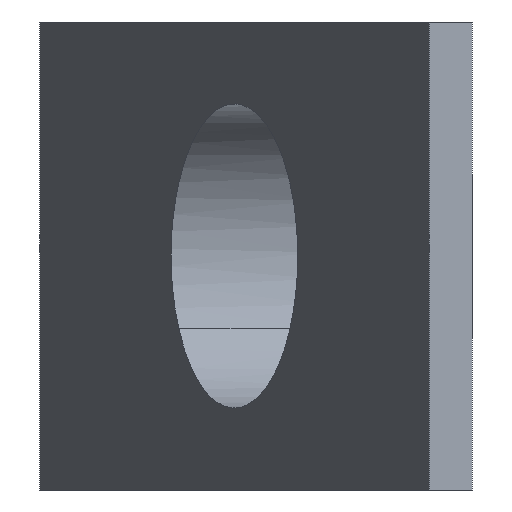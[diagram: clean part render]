
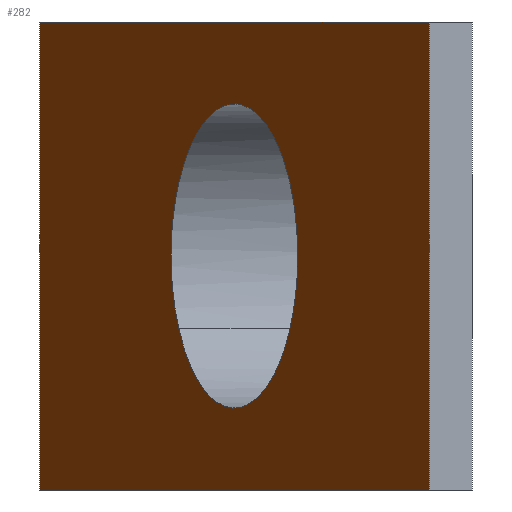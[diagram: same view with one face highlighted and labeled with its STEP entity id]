
A CAD part, left-side view. The second image highlights one B-rep face of the part: STEP entity #282.
In plain terms, the highlighted planar face has unit normal (-0.384, 0.923, 0).
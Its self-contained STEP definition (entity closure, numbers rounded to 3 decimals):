
#56=CARTESIAN_POINT('Line Origine',(-20.,1.85,0.)) ;
#60=CARTESIAN_POINT('Vertex',(-20.,1.85,-10.)) ;
#62=CARTESIAN_POINT('Vertex',(-20.,1.85,10.)) ;
#103=CARTESIAN_POINT('Line Origine',(0.,10.175,-10.)) ;
#107=CARTESIAN_POINT('Vertex',(20.,18.5,-10.)) ;
#134=CARTESIAN_POINT('Line Origine',(20.,18.5,0.)) ;
#138=CARTESIAN_POINT('Vertex',(20.,18.5,10.)) ;
#158=CARTESIAN_POINT('Line Origine',(0.,10.175,10.)) ;
#205=CARTESIAN_POINT('Axis2P3D Location',(-20.,1.85,0.)) ;
#217=CARTESIAN_POINT('Control Point',(5.704,12.549,-3.116)) ;
#218=CARTESIAN_POINT('Control Point',(5.475,12.454,-3.536)) ;
#219=CARTESIAN_POINT('Control Point',(5.209,12.343,-3.932)) ;
#220=CARTESIAN_POINT('Control Point',(4.909,12.218,-4.299)) ;
#221=CARTESIAN_POINT('Control Point',(4.235,11.938,-4.988)) ;
#222=CARTESIAN_POINT('Control Point',(3.458,11.614,-5.536)) ;
#223=CARTESIAN_POINT('Control Point',(3.038,11.44,-5.776)) ;
#224=CARTESIAN_POINT('Control Point',(1.989,11.003,-6.256)) ;
#225=CARTESIAN_POINT('Control Point',(0.867,10.536,-6.493)) ;
#226=CARTESIAN_POINT('Control Point',(0.2,10.258,-6.548)) ;
#227=CARTESIAN_POINT('Control Point',(-1.128,9.705,-6.487)) ;
#228=CARTESIAN_POINT('Control Point',(-2.406,9.173,-6.093)) ;
#229=CARTESIAN_POINT('Control Point',(-3.02,8.918,-5.815)) ;
#230=CARTESIAN_POINT('Control Point',(-4.004,8.508,-5.204)) ;
#231=CARTESIAN_POINT('Control Point',(-4.84,8.16,-4.379)) ;
#232=CARTESIAN_POINT('Control Point',(-5.157,8.028,-4.002)) ;
#233=CARTESIAN_POINT('Control Point',(-5.792,7.764,-3.081)) ;
#234=CARTESIAN_POINT('Control Point',(-6.224,7.584,-2.028)) ;
#235=CARTESIAN_POINT('Control Point',(-6.393,7.514,-1.41)) ;
#236=CARTESIAN_POINT('Control Point',(-6.575,7.438,-0.153)) ;
#237=CARTESIAN_POINT('Control Point',(-6.45,7.49,1.113)) ;
#238=CARTESIAN_POINT('Control Point',(-6.313,7.547,1.727)) ;
#239=CARTESIAN_POINT('Control Point',(-6.086,7.642,2.369)) ;
#240=CARTESIAN_POINT('Control Point',(-5.784,7.767,2.967)) ;
#241=CARTESIAN_POINT('Control Point',(-5.758,7.778,3.017)) ;
#242=CARTESIAN_POINT('Control Point',(-5.731,7.789,3.067)) ;
#243=CARTESIAN_POINT('Control Point',(-5.704,7.8,3.116)) ;
#244=CARTESIAN_POINT('Vertex',(5.704,12.549,-3.116)) ;
#246=CARTESIAN_POINT('Vertex',(-5.704,7.8,3.116)) ;
#250=CARTESIAN_POINT('Control Point',(5.704,12.549,-3.116)) ;
#251=CARTESIAN_POINT('Control Point',(5.939,12.647,-2.686)) ;
#252=CARTESIAN_POINT('Control Point',(6.135,12.729,-2.232)) ;
#253=CARTESIAN_POINT('Control Point',(6.288,12.792,-1.757)) ;
#254=CARTESIAN_POINT('Control Point',(6.511,12.885,-0.736)) ;
#255=CARTESIAN_POINT('Control Point',(6.527,12.892,0.314)) ;
#256=CARTESIAN_POINT('Control Point',(6.477,12.871,0.86)) ;
#257=CARTESIAN_POINT('Control Point',(6.279,12.788,1.863)) ;
#258=CARTESIAN_POINT('Control Point',(5.895,12.629,2.799)) ;
#259=CARTESIAN_POINT('Control Point',(5.678,12.538,3.215)) ;
#260=CARTESIAN_POINT('Control Point',(5.164,12.324,4.018)) ;
#261=CARTESIAN_POINT('Control Point',(4.523,12.058,4.705)) ;
#262=CARTESIAN_POINT('Control Point',(4.167,11.909,5.022)) ;
#263=CARTESIAN_POINT('Control Point',(3.386,11.584,5.6)) ;
#264=CARTESIAN_POINT('Control Point',(2.523,11.225,6.02)) ;
#265=CARTESIAN_POINT('Control Point',(2.064,11.034,6.192)) ;
#266=CARTESIAN_POINT('Control Point',(0.864,10.535,6.518)) ;
#267=CARTESIAN_POINT('Control Point',(-0.379,10.017,6.554)) ;
#268=CARTESIAN_POINT('Control Point',(-1.133,9.703,6.467)) ;
#269=CARTESIAN_POINT('Control Point',(-2.344,9.199,6.145)) ;
#270=CARTESIAN_POINT('Control Point',(-3.451,8.738,5.541)) ;
#271=CARTESIAN_POINT('Control Point',(-3.866,8.566,5.261)) ;
#272=CARTESIAN_POINT('Control Point',(-4.533,8.288,4.71)) ;
#273=CARTESIAN_POINT('Control Point',(-5.105,8.05,4.048)) ;
#274=CARTESIAN_POINT('Control Point',(-5.326,7.958,3.753)) ;
#275=CARTESIAN_POINT('Control Point',(-5.526,7.874,3.442)) ;
#276=CARTESIAN_POINT('Control Point',(-5.704,7.8,3.116)) ;
#57=DIRECTION('Vector Direction',(0.,0.,1.)) ;
#104=DIRECTION('Vector Direction',(0.923,0.384,0.)) ;
#135=DIRECTION('Vector Direction',(0.,0.,1.)) ;
#159=DIRECTION('Vector Direction',(0.923,0.384,0.)) ;
#206=DIRECTION('Axis2P3D Direction',(0.384,-0.923,0.)) ;
#207=DIRECTION('Axis2P3D XDirection',(0.923,0.384,0.)) ;
#208=AXIS2_PLACEMENT_3D('Plane Axis2P3D',#205,#206,#207) ;
#211=ORIENTED_EDGE('',*,*,#140,.F.) ;
#212=ORIENTED_EDGE('',*,*,#109,.T.) ;
#213=ORIENTED_EDGE('',*,*,#64,.T.) ;
#214=ORIENTED_EDGE('',*,*,#162,.F.) ;
#279=ORIENTED_EDGE('',*,*,#248,.F.) ;
#280=ORIENTED_EDGE('',*,*,#277,.T.) ;
#281=FACE_BOUND('',#278,.T.) ;
#58=VECTOR('Line Direction',#57,1.) ;
#105=VECTOR('Line Direction',#104,1.) ;
#136=VECTOR('Line Direction',#135,1.) ;
#160=VECTOR('Line Direction',#159,1.) ;
#282=ADVANCED_FACE('Corps principal',(#215,#281),#209,.F.) ;
#216=B_SPLINE_CURVE_WITH_KNOTS('',5,(#217,#218,#219,#220,#221,#222,#223,#224,#225,#226,#227,#228,#229,#230,#231,#232,#233,#234,#235,#236,#237,#238,#239,#240,#241,#242,#243),.UNSPECIFIED.,.F.,.U.,(6,3,3,3,3,3,3,3,6),(0.,3.448,7.069,12.14,17.18,20.763,25.267,29.686,30.091),.UNSPECIFIED.) ;
#249=B_SPLINE_CURVE_WITH_KNOTS('',5,(#250,#251,#252,#253,#254,#255,#256,#257,#258,#259,#260,#261,#262,#263,#264,#265,#266,#267,#268,#269,#270,#271,#272,#273,#274,#275,#276),.UNSPECIFIED.,.F.,.U.,(6,3,3,3,3,3,3,3,6),(0.,3.531,7.377,10.741,14.254,17.956,23.694,27.416,30.091),.UNSPECIFIED.) ;
#64=EDGE_CURVE('',#61,#63,#59,.T.) ;
#109=EDGE_CURVE('',#108,#61,#106,.F.) ;
#140=EDGE_CURVE('',#108,#139,#137,.T.) ;
#162=EDGE_CURVE('',#139,#63,#161,.F.) ;
#248=EDGE_CURVE('',#245,#247,#216,.T.) ;
#277=EDGE_CURVE('',#245,#247,#249,.T.) ;
#210=EDGE_LOOP('',(#211,#212,#213,#214)) ;
#278=EDGE_LOOP('',(#279,#280)) ;
#215=FACE_OUTER_BOUND('',#210,.T.) ;
#59=LINE('Line',#56,#58) ;
#106=LINE('Line',#103,#105) ;
#137=LINE('Line',#134,#136) ;
#161=LINE('Line',#158,#160) ;
#209=PLANE('',#208) ;
#61=VERTEX_POINT('',#60) ;
#63=VERTEX_POINT('',#62) ;
#108=VERTEX_POINT('',#107) ;
#139=VERTEX_POINT('',#138) ;
#245=VERTEX_POINT('',#244) ;
#247=VERTEX_POINT('',#246) ;
